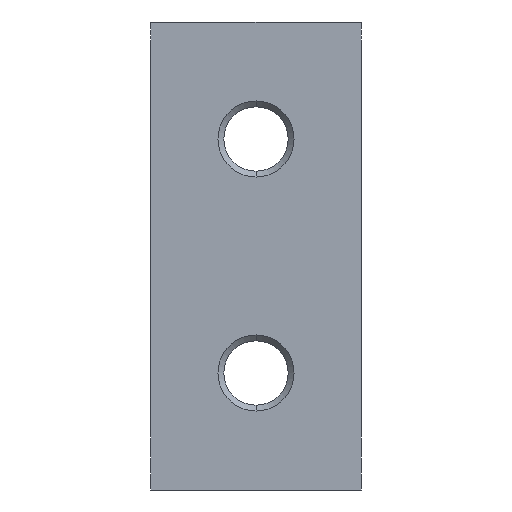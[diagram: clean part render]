
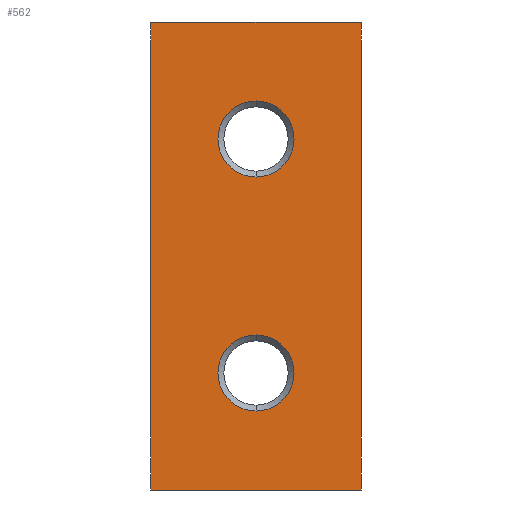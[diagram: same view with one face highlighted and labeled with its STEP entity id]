
A CAD part, front view. The second image highlights one B-rep face of the part: STEP entity #562.
In plain terms, the highlighted planar face has unit normal (0, -1, 0).
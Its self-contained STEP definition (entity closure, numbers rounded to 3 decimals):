
#4 = ORIENTED_EDGE ( 'NONE', *, *, #892, .T. ) ;
#9 = LINE ( 'NONE', #260, #854 ) ;
#50 = CARTESIAN_POINT ( 'NONE',  ( 0., 0., 10. ) ) ;
#53 = CARTESIAN_POINT ( 'NONE',  ( 0., 0., 6.75 ) ) ;
#61 = CARTESIAN_POINT ( 'NONE',  ( 9., 0., 40. ) ) ;
#65 = FACE_OUTER_BOUND ( 'NONE', #889, .T. ) ;
#83 = VECTOR ( 'NONE', #1058, 1000. ) ;
#91 = FACE_BOUND ( 'NONE', #911, .T. ) ;
#99 = DIRECTION ( 'NONE',  ( 0., 0., -1. ) ) ;
#103 = VECTOR ( 'NONE', #662, 1000. ) ;
#106 = VERTEX_POINT ( 'NONE', #808 ) ;
#107 = CARTESIAN_POINT ( 'NONE',  ( 0., 0., 13.25 ) ) ;
#133 = DIRECTION ( 'NONE',  ( 0., 0., 1. ) ) ;
#140 = LINE ( 'NONE', #1056, #103 ) ;
#155 = AXIS2_PLACEMENT_3D ( 'NONE', #50, #652, #133 ) ;
#182 = AXIS2_PLACEMENT_3D ( 'NONE', #392, #963, #488 ) ;
#201 = CARTESIAN_POINT ( 'NONE',  ( 0., 0., 10. ) ) ;
#227 = DIRECTION ( 'NONE',  ( 0., 1., 0. ) ) ;
#244 = VERTEX_POINT ( 'NONE', #866 ) ;
#260 = CARTESIAN_POINT ( 'NONE',  ( 9., 0., 40. ) ) ;
#369 = AXIS2_PLACEMENT_3D ( 'NONE', #901, #898, #835 ) ;
#371 = CARTESIAN_POINT ( 'NONE',  ( 9., 0., 0. ) ) ;
#392 = CARTESIAN_POINT ( 'NONE',  ( 0., 0., 30. ) ) ;
#423 = VERTEX_POINT ( 'NONE', #107 ) ;
#429 = CIRCLE ( 'NONE', #182, 3.25 ) ;
#446 = AXIS2_PLACEMENT_3D ( 'NONE', #201, #227, #862 ) ;
#478 = AXIS2_PLACEMENT_3D ( 'NONE', #811, #864, #634 ) ;
#488 = DIRECTION ( 'NONE',  ( 0., 0., 1. ) ) ;
#502 = ORIENTED_EDGE ( 'NONE', *, *, #614, .T. ) ;
#524 = LINE ( 'NONE', #61, #919 ) ;
#528 = VERTEX_POINT ( 'NONE', #951 ) ;
#548 = LINE ( 'NONE', #978, #83 ) ;
#562 = ADVANCED_FACE ( 'NONE', ( #91, #984, #65 ), #717, .F. ) ;
#581 = VERTEX_POINT ( 'NONE', #371 ) ;
#614 = EDGE_CURVE ( 'NONE', #743, #423, #762, .T. ) ;
#621 = ORIENTED_EDGE ( 'NONE', *, *, #857, .T. ) ;
#634 = DIRECTION ( 'NONE',  ( 0., 0., 1. ) ) ;
#641 = ORIENTED_EDGE ( 'NONE', *, *, #993, .F. ) ;
#644 = CARTESIAN_POINT ( 'NONE',  ( -9., 0., 40. ) ) ;
#652 = DIRECTION ( 'NONE',  ( 0., 1., 0. ) ) ;
#653 = VERTEX_POINT ( 'NONE', #797 ) ;
#656 = VERTEX_POINT ( 'NONE', #644 ) ;
#662 = DIRECTION ( 'NONE',  ( 0., 0., -1. ) ) ;
#679 = EDGE_LOOP ( 'NONE', ( #502, #4 ) ) ;
#693 = EDGE_CURVE ( 'NONE', #653, #244, #791, .T. ) ;
#717 = PLANE ( 'NONE',  #478 ) ;
#743 = VERTEX_POINT ( 'NONE', #53 ) ;
#762 = CIRCLE ( 'NONE', #446, 3.25 ) ;
#791 = CIRCLE ( 'NONE', #369, 3.25 ) ;
#797 = CARTESIAN_POINT ( 'NONE',  ( 0., 0., 26.75 ) ) ;
#808 = CARTESIAN_POINT ( 'NONE',  ( -9., 0., 0. ) ) ;
#811 = CARTESIAN_POINT ( 'NONE',  ( 9., 0., 40. ) ) ;
#835 = DIRECTION ( 'NONE',  ( 0., 0., 1. ) ) ;
#845 = ORIENTED_EDGE ( 'NONE', *, *, #885, .T. ) ;
#853 = ORIENTED_EDGE ( 'NONE', *, *, #968, .T. ) ;
#854 = VECTOR ( 'NONE', #882, 1000. ) ;
#857 = EDGE_CURVE ( 'NONE', #528, #656, #9, .T. ) ;
#862 = DIRECTION ( 'NONE',  ( 0., 0., 1. ) ) ;
#864 = DIRECTION ( 'NONE',  ( 0., 1., 0. ) ) ;
#866 = CARTESIAN_POINT ( 'NONE',  ( 0., 0., 33.25 ) ) ;
#882 = DIRECTION ( 'NONE',  ( -1., 0., 0. ) ) ;
#885 = EDGE_CURVE ( 'NONE', #244, #653, #429, .T. ) ;
#889 = EDGE_LOOP ( 'NONE', ( #853, #641, #908, #621 ) ) ;
#892 = EDGE_CURVE ( 'NONE', #423, #743, #1049, .T. ) ;
#898 = DIRECTION ( 'NONE',  ( 0., 1., 0. ) ) ;
#901 = CARTESIAN_POINT ( 'NONE',  ( 0., 0., 30. ) ) ;
#908 = ORIENTED_EDGE ( 'NONE', *, *, #1006, .F. ) ;
#911 = EDGE_LOOP ( 'NONE', ( #1053, #845 ) ) ;
#919 = VECTOR ( 'NONE', #99, 1000. ) ;
#951 = CARTESIAN_POINT ( 'NONE',  ( 9., 0., 40. ) ) ;
#963 = DIRECTION ( 'NONE',  ( 0., 1., 0. ) ) ;
#968 = EDGE_CURVE ( 'NONE', #656, #106, #140, .T. ) ;
#978 = CARTESIAN_POINT ( 'NONE',  ( 9., 0., 0. ) ) ;
#984 = FACE_BOUND ( 'NONE', #679, .T. ) ;
#993 = EDGE_CURVE ( 'NONE', #581, #106, #548, .T. ) ;
#1006 = EDGE_CURVE ( 'NONE', #528, #581, #524, .T. ) ;
#1049 = CIRCLE ( 'NONE', #155, 3.25 ) ;
#1053 = ORIENTED_EDGE ( 'NONE', *, *, #693, .T. ) ;
#1056 = CARTESIAN_POINT ( 'NONE',  ( -9., 0., 40. ) ) ;
#1058 = DIRECTION ( 'NONE',  ( -1., 0., 0. ) ) ;
